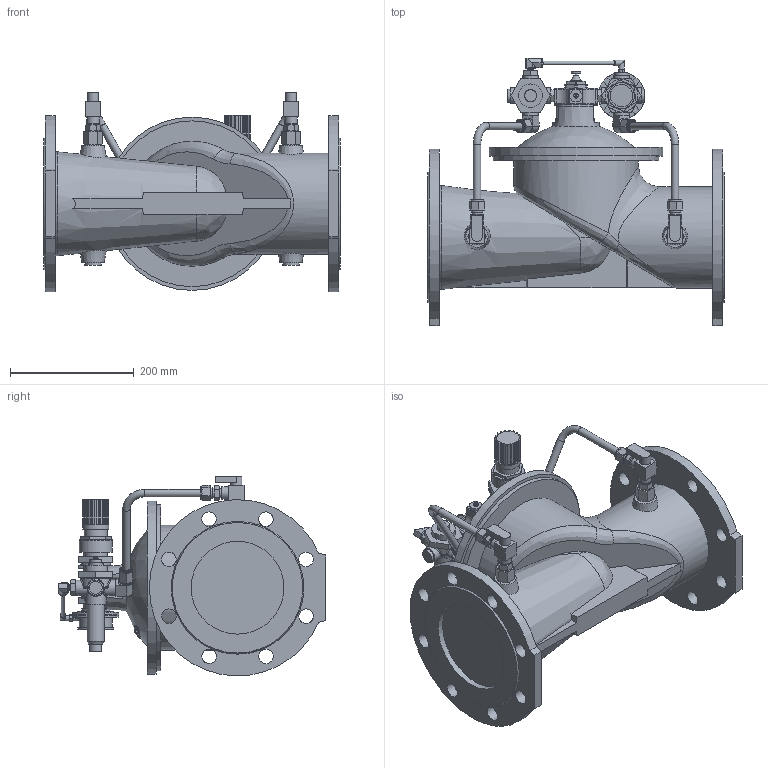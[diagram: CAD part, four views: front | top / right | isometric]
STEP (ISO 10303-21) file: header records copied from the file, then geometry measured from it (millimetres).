
FILE_DESCRIPTION (( 'STEP AP203' ), '1' );
FILE_NAME ('O_859_00_DN150_114XX10_AA0_step.step', '2017-01-09T07:00:23', ( 'Windows User' ), ( 'AVK' ), 'SwSTEP 2.0', 'SolidWorks 2012', '' );
FILE_SCHEMA (( 'CONFIG_CONTROL_DESIGN' ));
Length unit declared in the file: millimetre
Products named in the file (1): O_859_00_DN150_114XX10_AA0_step
Bounding box: 480 x 432.2 x 322.93 mm (x, y, z)
Volume: 14887858.7 mm3; surface area: 802181.2 mm2
Topology: 1 solids, 1 shells, 1102 faces, 2719 edges, 1698 vertices
Faces by surface type: plane 566, cylinder 224, cone 164, bspline 72, torus 45, sphere 31
Full cylindrical faces by diameter (mm): 4 x1, 6 x1, 7 x1, 7.7 x2, 9 x2, 9.7 x1, 12 x4, 14 x1, 15.002 x2, 16 x5, 18 x6, 19 x1, 19.6 x2, 20 x7, 21 x5, 23.5 x16, 24 x2, 25 x8, 26 x2, 28 x1, 32 x2, 37 x1, 38 x3, 40 x1, 42 x1, 46 x3, 48 x3, 53 x3, 58 x1, 70 x1
Entity records: 40004 total; most frequent: CARTESIAN_POINT 15438, DIRECTION 5028, ORIENTED_EDGE 4974, EDGE_CURVE 2487, AXIS2_PLACEMENT_3D 1974, VERTEX_POINT 1617, EDGE_LOOP 1370, FACE_OUTER_BOUND 1218
